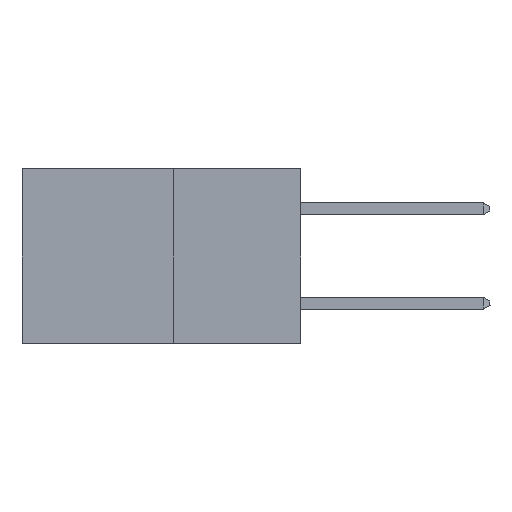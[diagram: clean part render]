
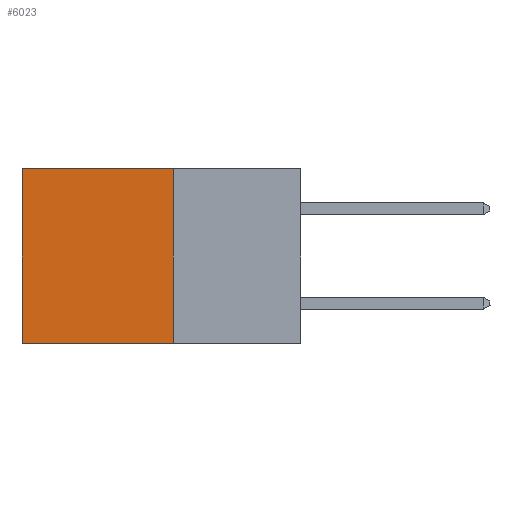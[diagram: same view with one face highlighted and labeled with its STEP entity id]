
A CAD part, left-side view. The second image highlights one B-rep face of the part: STEP entity #6023.
In plain terms, the highlighted planar face has unit normal (-1, 0, 0).
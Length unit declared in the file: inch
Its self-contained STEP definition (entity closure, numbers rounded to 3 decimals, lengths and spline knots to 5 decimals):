
#1289 = FACE_OUTER_BOUND ( 'NONE', #3614, .T. ) ;
#1680 = CARTESIAN_POINT ( 'NONE',  ( 0.277, 0.59, 0. ) ) ;
#1723 = CARTESIAN_POINT ( 'NONE',  ( 0.277, 0.27, -0.37 ) ) ;
#2489 = AXIS2_PLACEMENT_3D ( 'NONE', #8272, #10075, #22670 ) ;
#2654 = VERTEX_POINT ( 'NONE', #1680 ) ;
#3044 = CARTESIAN_POINT ( 'NONE',  ( 0.277, 0.27, -0.37 ) ) ;
#3158 = CARTESIAN_POINT ( 'NONE',  ( 0.277, 0.27, 0. ) ) ;
#3541 = DIRECTION ( 'NONE',  ( 0., 1., 0. ) ) ;
#3614 = EDGE_LOOP ( 'NONE', ( #12539, #11332, #11634, #4423 ) ) ;
#4165 = LINE ( 'NONE', #21792, #13739 ) ;
#4384 = VERTEX_POINT ( 'NONE', #3044 ) ;
#4423 = ORIENTED_EDGE ( 'NONE', *, *, #14070, .T. ) ;
#4985 = DIRECTION ( 'NONE',  ( 0., 1., 0. ) ) ;
#5421 = VERTEX_POINT ( 'NONE', #6814 ) ;
#5650 = CARTESIAN_POINT ( 'NONE',  ( 0.277, 0.59, -0.37 ) ) ;
#6023 = ADVANCED_FACE ( 'NONE', ( #1289 ), #6479, .F. ) ;
#6479 = PLANE ( 'NONE',  #2489 ) ;
#6811 = VECTOR ( 'NONE', #4985, 39.37008 ) ;
#6814 = CARTESIAN_POINT ( 'NONE',  ( 0.277, 0.27, 0. ) ) ;
#7374 = LINE ( 'NONE', #3158, #6811 ) ;
#7550 = EDGE_CURVE ( 'NONE', #2654, #11565, #17184, .T. ) ;
#7611 = VECTOR ( 'NONE', #22602, 39.37008 ) ;
#8272 = CARTESIAN_POINT ( 'NONE',  ( 0.277, 0.27, -0.37 ) ) ;
#8555 = EDGE_CURVE ( 'NONE', #4384, #11565, #9812, .T. ) ;
#9242 = VECTOR ( 'NONE', #3541, 39.37008 ) ;
#9812 = LINE ( 'NONE', #1723, #9242 ) ;
#10001 = CARTESIAN_POINT ( 'NONE',  ( 0.277, 0.59, -0.37 ) ) ;
#10075 = DIRECTION ( 'NONE',  ( 1., 0., 0. ) ) ;
#11332 = ORIENTED_EDGE ( 'NONE', *, *, #8555, .F. ) ;
#11565 = VERTEX_POINT ( 'NONE', #5650 ) ;
#11634 = ORIENTED_EDGE ( 'NONE', *, *, #20134, .F. ) ;
#12539 = ORIENTED_EDGE ( 'NONE', *, *, #7550, .T. ) ;
#12794 = DIRECTION ( 'NONE',  ( 0., 0., -1. ) ) ;
#13739 = VECTOR ( 'NONE', #12794, 39.37008 ) ;
#14070 = EDGE_CURVE ( 'NONE', #5421, #2654, #7374, .T. ) ;
#17184 = LINE ( 'NONE', #10001, #7611 ) ;
#20134 = EDGE_CURVE ( 'NONE', #5421, #4384, #4165, .T. ) ;
#21792 = CARTESIAN_POINT ( 'NONE',  ( 0.277, 0.27, -0.37 ) ) ;
#22602 = DIRECTION ( 'NONE',  ( 0., 0., -1. ) ) ;
#22670 = DIRECTION ( 'NONE',  ( 0., 0., -1. ) ) ;
